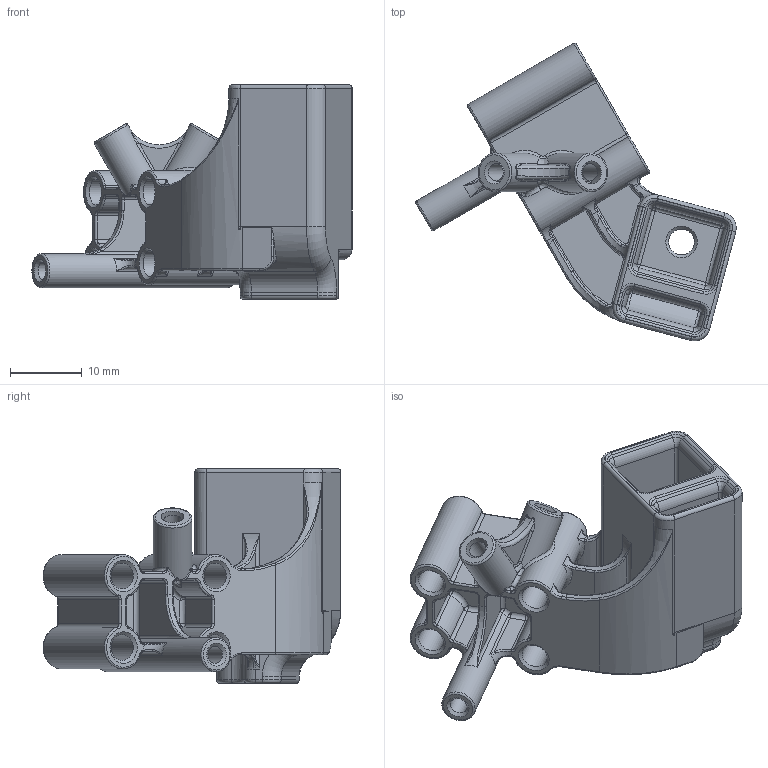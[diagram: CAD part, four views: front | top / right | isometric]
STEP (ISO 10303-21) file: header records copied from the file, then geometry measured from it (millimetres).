
FILE_DESCRIPTION(/* description */ (''),/* implementation_level */ '2;1');
FILE_NAME(/* name */ 'MP_DooKi3_SLM_Z_MGN9C_Front_Mirror_V3.step',/* time_stamp */ '2024-08-07T11:21:58-04:00',/* author */ (''),/* organization */ (''),/* preprocessor_version */ 'ST-DEVELOPER v20',/* originating_system */ 'Autodesk Translation Framework v13.14.0.145',/* authorisation */ '');
FILE_SCHEMA (('AUTOMOTIVE_DESIGN { 1 0 10303 214 3 1 1 }'));
Length unit declared in the file: millimetre
Products named in the file (1): MP_DooKi3_SLM_Z_MGN9C_Front_V3
Bounding box: 44.76 x 41.63 x 30 mm (x, y, z)
Volume: 7247.2 mm3; surface area: 8931.8 mm2
Topology: 1 solids, 1 shells, 736 faces, 1728 edges, 926 vertices
Faces by surface type: cylinder 254, torus 181, bspline 178, plane 96, cone 26, sphere 1
Full cylindrical faces by diameter (mm): 2.4 x3, 3.6 x5, 4.8 x1, 5.4 x2
Entity records: 26265 total; most frequent: CARTESIAN_POINT 10429, DIRECTION 3335, ORIENTED_EDGE 3318, EDGE_CURVE 1659, AXIS2_PLACEMENT_3D 1425, VERTEX_POINT 926, CIRCLE 808, EDGE_LOOP 755
